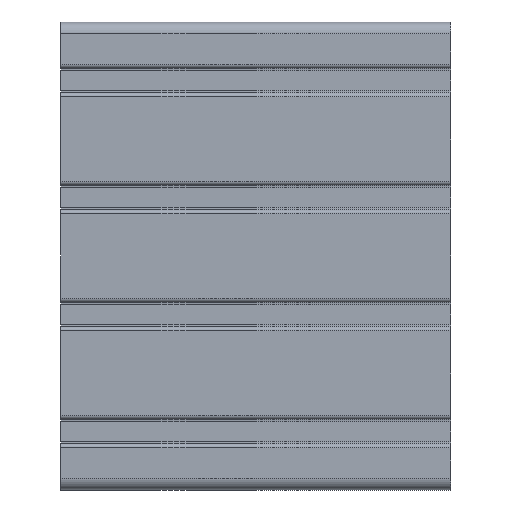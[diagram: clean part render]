
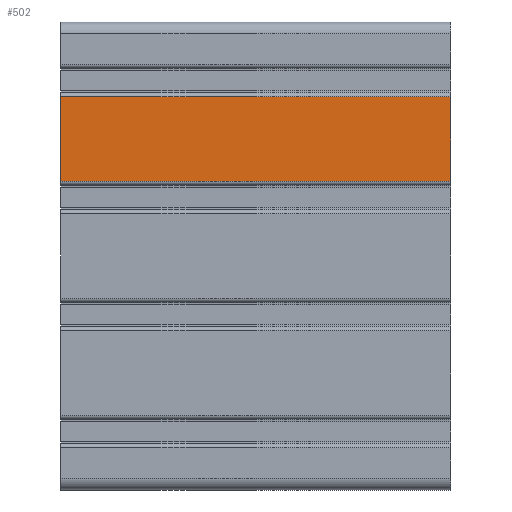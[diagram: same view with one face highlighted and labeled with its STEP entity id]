
A CAD part, left-side view. The second image highlights one B-rep face of the part: STEP entity #502.
In plain terms, the highlighted planar face has unit normal (-1, 0, 0).
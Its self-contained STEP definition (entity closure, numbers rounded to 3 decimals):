
#502 = ADVANCED_FACE( '', ( #1355 ), #1356, .F. );
#1355 = FACE_OUTER_BOUND( '', #2582, .T. );
#1356 = PLANE( '', #2583 );
#2582 = EDGE_LOOP( '', ( #4003, #4004, #4005, #4006 ) );
#2583 = AXIS2_PLACEMENT_3D( '', #4007, #4008, #4009 );
#4003 = ORIENTED_EDGE( '', *, *, #7843, .T. );
#4004 = ORIENTED_EDGE( '', *, *, #7844, .F. );
#4005 = ORIENTED_EDGE( '', *, *, #7845, .F. );
#4006 = ORIENTED_EDGE( '', *, *, #7846, .T. );
#4007 = CARTESIAN_POINT( '', ( -15., 100., 19.175 ) );
#4008 = DIRECTION( '', ( 1., 0., 0. ) );
#4009 = DIRECTION( '', ( 0., 0., -1. ) );
#7843 = EDGE_CURVE( '', #9585, #9586, #9587, .T. );
#7844 = EDGE_CURVE( '', #9588, #9586, #9589, .T. );
#7845 = EDGE_CURVE( '', #9590, #9588, #9591, .T. );
#7846 = EDGE_CURVE( '', #9590, #9585, #9592, .T. );
#9585 = VERTEX_POINT( '', #12073 );
#9586 = VERTEX_POINT( '', #12074 );
#9587 = LINE( '', #12075, #12076 );
#9588 = VERTEX_POINT( '', #12077 );
#9589 = LINE( '', #12078, #12079 );
#9590 = VERTEX_POINT( '', #12080 );
#9591 = LINE( '', #12081, #12082 );
#9592 = LINE( '', #12083, #12084 );
#12073 = CARTESIAN_POINT( '', ( -15., 0., 19.175 ) );
#12074 = CARTESIAN_POINT( '', ( -15., 0., 40.825 ) );
#12075 = CARTESIAN_POINT( '', ( -15., 0., 19.175 ) );
#12076 = VECTOR( '', #15008, 1000. );
#12077 = CARTESIAN_POINT( '', ( -15., 100., 40.825 ) );
#12078 = CARTESIAN_POINT( '', ( -15., 100., 40.825 ) );
#12079 = VECTOR( '', #15009, 1000. );
#12080 = CARTESIAN_POINT( '', ( -15., 100., 19.175 ) );
#12081 = CARTESIAN_POINT( '', ( -15., 100., 19.175 ) );
#12082 = VECTOR( '', #15010, 1000. );
#12083 = CARTESIAN_POINT( '', ( -15., 100., 19.175 ) );
#12084 = VECTOR( '', #15011, 1000. );
#15008 = DIRECTION( '', ( 0., 0., 1. ) );
#15009 = DIRECTION( '', ( 0., -1., 0. ) );
#15010 = DIRECTION( '', ( 0., 0., 1. ) );
#15011 = DIRECTION( '', ( 0., -1., 0. ) );
